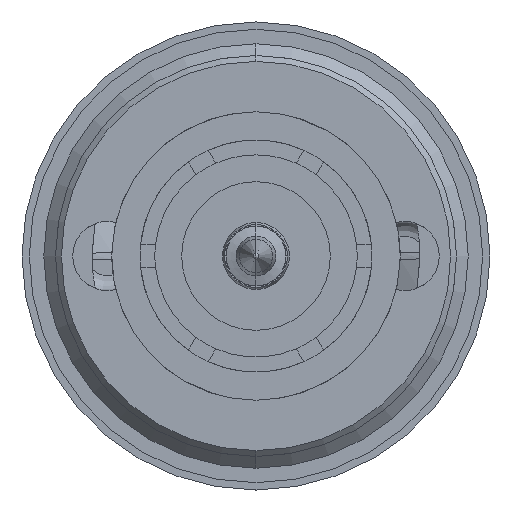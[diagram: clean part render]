
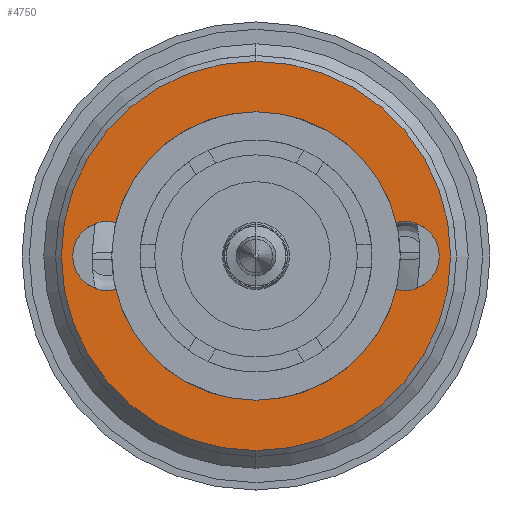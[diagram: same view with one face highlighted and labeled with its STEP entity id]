
A CAD part, left-side view. The second image highlights one B-rep face of the part: STEP entity #4750.
In plain terms, the highlighted face is planar.
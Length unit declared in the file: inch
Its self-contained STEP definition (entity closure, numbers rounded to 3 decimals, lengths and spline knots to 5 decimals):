
#447 = AXIS2_PLACEMENT_3D ( 'NONE', #2797, #3457, #6476 ) ;
#517 = ORIENTED_EDGE ( 'NONE', *, *, #5644, .F. ) ;
#537 = AXIS2_PLACEMENT_3D ( 'NONE', #7613, #6410, #2121 ) ;
#591 = ORIENTED_EDGE ( 'NONE', *, *, #661, .F. ) ;
#620 = ORIENTED_EDGE ( 'NONE', *, *, #4436, .T. ) ;
#626 = CARTESIAN_POINT ( 'NONE',  ( -0.26181, 0., 0. ) ) ;
#651 = CIRCLE ( 'NONE', #7680, 0.194 ) ;
#661 = EDGE_CURVE ( 'NONE', #6837, #4116, #5275, .T. ) ;
#762 = VERTEX_POINT ( 'NONE', #5977 ) ;
#836 = CARTESIAN_POINT ( 'NONE',  ( 0., 0., 0. ) ) ;
#944 = DIRECTION ( 'NONE',  ( 0., 0., 1. ) ) ;
#1307 = CARTESIAN_POINT ( 'NONE',  ( -0.194, 0., 0. ) ) ;
#1352 = ORIENTED_EDGE ( 'NONE', *, *, #2162, .F. ) ;
#1372 = VERTEX_POINT ( 'NONE', #3553 ) ;
#1377 = DIRECTION ( 'NONE',  ( -1., 0., 0. ) ) ;
#1499 = CARTESIAN_POINT ( 'NONE',  ( -0.0465, -0.2, 0. ) ) ;
#1542 = DIRECTION ( 'NONE',  ( 0., 0., 1. ) ) ;
#1554 = VERTEX_POINT ( 'NONE', #3063 ) ;
#1640 = CARTESIAN_POINT ( 'NONE',  ( 0.0451, -0.18868, 0. ) ) ;
#1927 = ORIENTED_EDGE ( 'NONE', *, *, #5388, .F. ) ;
#1999 = CARTESIAN_POINT ( 'NONE',  ( 0.26181, 0., 0. ) ) ;
#2112 = FACE_BOUND ( 'NONE', #6379, .T. ) ;
#2121 = DIRECTION ( 'NONE',  ( 1., 0., 0. ) ) ;
#2127 = CARTESIAN_POINT ( 'NONE',  ( -0.0451, -0.18868, 0. ) ) ;
#2139 = DIRECTION ( 'NONE',  ( 0., 0., 1. ) ) ;
#2162 = EDGE_CURVE ( 'NONE', #1554, #762, #7006, .T. ) ;
#2257 = VERTEX_POINT ( 'NONE', #1499 ) ;
#2317 = CIRCLE ( 'NONE', #537, 0.194 ) ;
#2353 = CARTESIAN_POINT ( 'NONE',  ( 0., 0., 0. ) ) ;
#2432 = DIRECTION ( 'NONE',  ( 1., 0., 0. ) ) ;
#2472 = DIRECTION ( 'NONE',  ( 0., 0., 1. ) ) ;
#2542 = CARTESIAN_POINT ( 'NONE',  ( 0., 0.2, 0. ) ) ;
#2554 = CARTESIAN_POINT ( 'NONE',  ( 0., 0., 0. ) ) ;
#2566 = AXIS2_PLACEMENT_3D ( 'NONE', #2353, #6107, #4781 ) ;
#2654 = DIRECTION ( 'NONE',  ( 1., 0., 0. ) ) ;
#2780 = DIRECTION ( 'NONE',  ( -1., 0., 0. ) ) ;
#2797 = CARTESIAN_POINT ( 'NONE',  ( 0., -0.2, 0. ) ) ;
#2852 = VERTEX_POINT ( 'NONE', #2127 ) ;
#2855 = AXIS2_PLACEMENT_3D ( 'NONE', #1999, #6365, #4444 ) ;
#2952 = CIRCLE ( 'NONE', #2566, 0.26181 ) ;
#3063 = CARTESIAN_POINT ( 'NONE',  ( 0.0465, 0.2, 0. ) ) ;
#3077 = CIRCLE ( 'NONE', #7286, 0.0465 ) ;
#3100 = CIRCLE ( 'NONE', #3884, 0.26181 ) ;
#3207 = DIRECTION ( 'NONE',  ( 1., 0., 0. ) ) ;
#3301 = ORIENTED_EDGE ( 'NONE', *, *, #5323, .F. ) ;
#3367 = AXIS2_PLACEMENT_3D ( 'NONE', #2554, #2472, #2432 ) ;
#3457 = DIRECTION ( 'NONE',  ( 0., 0., 1. ) ) ;
#3553 = CARTESIAN_POINT ( 'NONE',  ( 0.194, 0., 0. ) ) ;
#3636 = AXIS2_PLACEMENT_3D ( 'NONE', #2542, #944, #2780 ) ;
#3734 = ORIENTED_EDGE ( 'NONE', *, *, #6302, .F. ) ;
#3884 = AXIS2_PLACEMENT_3D ( 'NONE', #6933, #6857, #2654 ) ;
#3933 = PLANE ( 'NONE',  #2855 ) ;
#4116 = VERTEX_POINT ( 'NONE', #1640 ) ;
#4217 = CARTESIAN_POINT ( 'NONE',  ( -0.0451, 0.18868, 0. ) ) ;
#4251 = CIRCLE ( 'NONE', #5006, 0.0465 ) ;
#4301 = DIRECTION ( 'NONE',  ( -1., 0., 0. ) ) ;
#4346 = CARTESIAN_POINT ( 'NONE',  ( 0., 0.2, 0. ) ) ;
#4436 = EDGE_CURVE ( 'NONE', #7207, #5585, #3100, .T. ) ;
#4444 = DIRECTION ( 'NONE',  ( 1., 0., 0. ) ) ;
#4445 = ORIENTED_EDGE ( 'NONE', *, *, #6399, .F. ) ;
#4557 = EDGE_LOOP ( 'NONE', ( #6853, #620 ) ) ;
#4580 = AXIS2_PLACEMENT_3D ( 'NONE', #4346, #6263, #4301 ) ;
#4606 = CIRCLE ( 'NONE', #6006, 0.0465 ) ;
#4688 = DIRECTION ( 'NONE',  ( 1., 0., 0. ) ) ;
#4750 = ADVANCED_FACE ( 'NONE', ( #2112, #6241 ), #3933, .T. ) ;
#4781 = DIRECTION ( 'NONE',  ( 1., 0., 0. ) ) ;
#5006 = AXIS2_PLACEMENT_3D ( 'NONE', #5564, #6864, #1377 ) ;
#5047 = DIRECTION ( 'NONE',  ( 1., 0., 0. ) ) ;
#5106 = EDGE_CURVE ( 'NONE', #5585, #7207, #2952, .T. ) ;
#5275 = CIRCLE ( 'NONE', #447, 0.0465 ) ;
#5323 = EDGE_CURVE ( 'NONE', #2852, #2257, #3077, .T. ) ;
#5388 = EDGE_CURVE ( 'NONE', #6666, #2852, #6134, .T. ) ;
#5564 = CARTESIAN_POINT ( 'NONE',  ( 0., 0.2, 0. ) ) ;
#5578 = VERTEX_POINT ( 'NONE', #4217 ) ;
#5580 = VERTEX_POINT ( 'NONE', #6662 ) ;
#5585 = VERTEX_POINT ( 'NONE', #626 ) ;
#5644 = EDGE_CURVE ( 'NONE', #2257, #6837, #4606, .T. ) ;
#5700 = EDGE_CURVE ( 'NONE', #1372, #5580, #651, .T. ) ;
#5817 = ORIENTED_EDGE ( 'NONE', *, *, #7161, .F. ) ;
#5977 = CARTESIAN_POINT ( 'NONE',  ( -0.0465, 0.2, 0. ) ) ;
#6006 = AXIS2_PLACEMENT_3D ( 'NONE', #6095, #6309, #5047 ) ;
#6095 = CARTESIAN_POINT ( 'NONE',  ( 0., -0.2, 0. ) ) ;
#6107 = DIRECTION ( 'NONE',  ( 0., 0., 1. ) ) ;
#6134 = CIRCLE ( 'NONE', #7283, 0.194 ) ;
#6241 = FACE_OUTER_BOUND ( 'NONE', #4557, .T. ) ;
#6263 = DIRECTION ( 'NONE',  ( 0., 0., 1. ) ) ;
#6302 = EDGE_CURVE ( 'NONE', #5578, #6666, #2317, .T. ) ;
#6309 = DIRECTION ( 'NONE',  ( 0., 0., 1. ) ) ;
#6365 = DIRECTION ( 'NONE',  ( 0., 0., 1. ) ) ;
#6379 = EDGE_LOOP ( 'NONE', ( #3734, #7371, #1352, #5817, #7411, #4445, #591, #517, #3301, #1927 ) ) ;
#6399 = EDGE_CURVE ( 'NONE', #4116, #1372, #6804, .T. ) ;
#6410 = DIRECTION ( 'NONE',  ( 0., 0., 1. ) ) ;
#6476 = DIRECTION ( 'NONE',  ( 1., 0., 0. ) ) ;
#6551 = DIRECTION ( 'NONE',  ( 1., 0., 0. ) ) ;
#6662 = CARTESIAN_POINT ( 'NONE',  ( 0.0451, 0.18868, 0. ) ) ;
#6666 = VERTEX_POINT ( 'NONE', #1307 ) ;
#6804 = CIRCLE ( 'NONE', #3367, 0.194 ) ;
#6837 = VERTEX_POINT ( 'NONE', #6986 ) ;
#6853 = ORIENTED_EDGE ( 'NONE', *, *, #5106, .T. ) ;
#6857 = DIRECTION ( 'NONE',  ( 0., 0., 1. ) ) ;
#6864 = DIRECTION ( 'NONE',  ( 0., 0., 1. ) ) ;
#6867 = DIRECTION ( 'NONE',  ( 0., 0., 1. ) ) ;
#6903 = CARTESIAN_POINT ( 'NONE',  ( 0.26181, 0., 0. ) ) ;
#6933 = CARTESIAN_POINT ( 'NONE',  ( 0., 0., 0. ) ) ;
#6986 = CARTESIAN_POINT ( 'NONE',  ( 0.0465, -0.2, 0. ) ) ;
#7006 = CIRCLE ( 'NONE', #4580, 0.0465 ) ;
#7027 = CARTESIAN_POINT ( 'NONE',  ( 0., -0.2, 0. ) ) ;
#7066 = CIRCLE ( 'NONE', #3636, 0.0465 ) ;
#7070 = CARTESIAN_POINT ( 'NONE',  ( 0., 0., 0. ) ) ;
#7110 = EDGE_CURVE ( 'NONE', #762, #5578, #4251, .T. ) ;
#7161 = EDGE_CURVE ( 'NONE', #5580, #1554, #7066, .T. ) ;
#7207 = VERTEX_POINT ( 'NONE', #6903 ) ;
#7283 = AXIS2_PLACEMENT_3D ( 'NONE', #7070, #1542, #4688 ) ;
#7286 = AXIS2_PLACEMENT_3D ( 'NONE', #7027, #2139, #6551 ) ;
#7371 = ORIENTED_EDGE ( 'NONE', *, *, #7110, .F. ) ;
#7411 = ORIENTED_EDGE ( 'NONE', *, *, #5700, .F. ) ;
#7613 = CARTESIAN_POINT ( 'NONE',  ( 0., 0., 0. ) ) ;
#7680 = AXIS2_PLACEMENT_3D ( 'NONE', #836, #6867, #3207 ) ;
